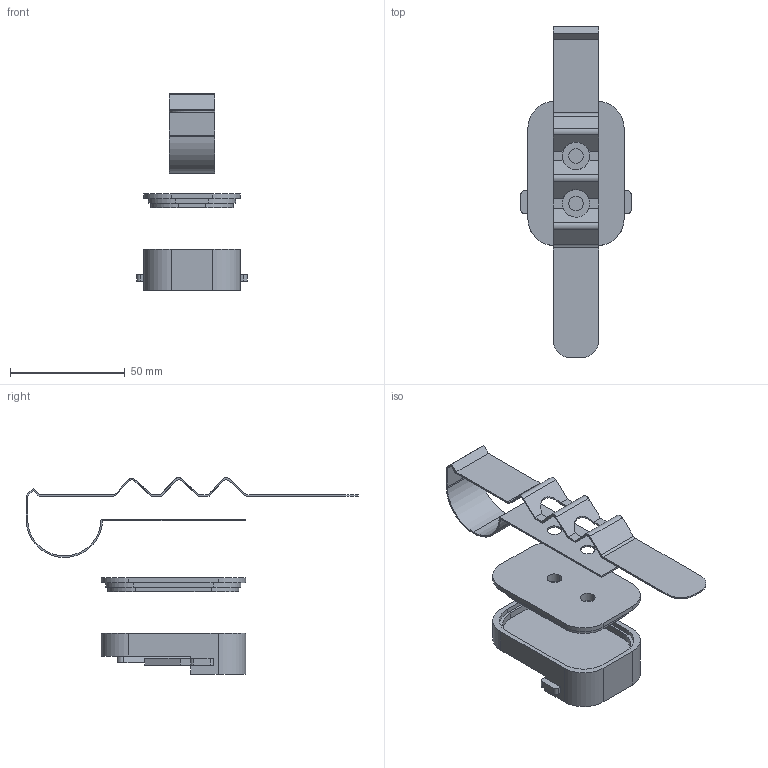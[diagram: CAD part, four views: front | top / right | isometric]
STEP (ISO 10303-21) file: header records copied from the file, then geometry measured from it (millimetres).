
FILE_DESCRIPTION (( 'STEP AP203' ), '1' );
FILE_NAME ('菁釱蚾饜极.STEP', '2026-02-08T11:52:31', ( 'Windows 蚚誧' ), ( '' ), 'SwSTEP 2.0', 'SolidWorks 2024', '' );
FILE_SCHEMA (( 'CONFIG_CONTROL_DESIGN' ));
Length unit declared in the file: millimetre
Products named in the file (1): 底座装配体
Bounding box: 48 x 144.7 x 85.74 mm (x, y, z)
Volume: 40147.8 mm3; surface area: 34416.2 mm2
Topology: 5 solids, 5 shells, 212 faces, 589 edges, 390 vertices
Faces by surface type: plane 119, cylinder 89, cone 4
Entity records: 6928 total; most frequent: CARTESIAN_POINT 1231, DIRECTION 1188, ORIENTED_EDGE 1178, EDGE_CURVE 589, AXIS2_PLACEMENT_3D 399, VERTEX_POINT 390, VECTOR 390, LINE 390
